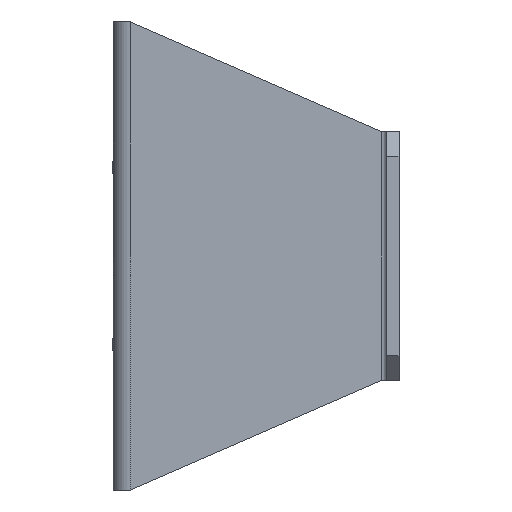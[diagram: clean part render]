
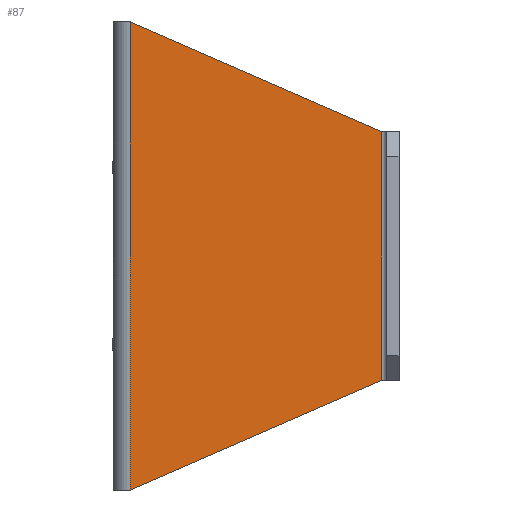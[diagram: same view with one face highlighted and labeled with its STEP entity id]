
A CAD part, left-side view. The second image highlights one B-rep face of the part: STEP entity #87.
In plain terms, the highlighted planar face has unit normal (-1, 0, 0).
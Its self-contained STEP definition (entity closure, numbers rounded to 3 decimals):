
#87 = ADVANCED_FACE ( 'NONE', ( #1696 ), #3696, .T. ) ;
#102 = CARTESIAN_POINT ( 'NONE',  ( -12.635, 0.35, 2.54 ) ) ;
#194 = DIRECTION ( 'NONE',  ( 0., 0., -1. ) ) ;
#198 = VECTOR ( 'NONE', #194, 1000. ) ;
#230 = CARTESIAN_POINT ( 'NONE',  ( -12.635, 5.49, -4.78 ) ) ;
#442 = ORIENTED_EDGE ( 'NONE', *, *, #625, .F. ) ;
#478 = CARTESIAN_POINT ( 'NONE',  ( -12.635, 5.49, 4.78 ) ) ;
#539 = VERTEX_POINT ( 'NONE', #2786 ) ;
#558 = EDGE_LOOP ( 'NONE', ( #1096, #3709, #442, #3255 ) ) ;
#585 = CARTESIAN_POINT ( 'NONE',  ( -12.635, 5.84, 4.78 ) ) ;
#625 = EDGE_CURVE ( 'NONE', #1864, #539, #2438, .T. ) ;
#916 = CARTESIAN_POINT ( 'NONE',  ( -12.635, 5.784, 4.908 ) ) ;
#1096 = ORIENTED_EDGE ( 'NONE', *, *, #2503, .T. ) ;
#1152 = DIRECTION ( 'NONE',  ( -1., 0., 0. ) ) ;
#1166 = DIRECTION ( 'NONE',  ( 0., 0., -1. ) ) ;
#1283 = VECTOR ( 'NONE', #1458, 1000. ) ;
#1341 = LINE ( 'NONE', #3549, #1904 ) ;
#1458 = DIRECTION ( 'NONE',  ( 0., 0.917, 0.4 ) ) ;
#1660 = AXIS2_PLACEMENT_3D ( 'NONE', #585, #1152, #1166 ) ;
#1669 = EDGE_CURVE ( 'NONE', #1864, #3241, #3559, .T. ) ;
#1696 = FACE_OUTER_BOUND ( 'NONE', #558, .T. ) ;
#1817 = EDGE_CURVE ( 'NONE', #3356, #539, #1341, .T. ) ;
#1864 = VERTEX_POINT ( 'NONE', #102 ) ;
#1888 = LINE ( 'NONE', #3369, #198 ) ;
#1889 = CARTESIAN_POINT ( 'NONE',  ( -12.635, 0.35, 4.78 ) ) ;
#1904 = VECTOR ( 'NONE', #2399, 1000. ) ;
#2399 = DIRECTION ( 'NONE',  ( 0., -0.917, 0.4 ) ) ;
#2438 = LINE ( 'NONE', #1889, #3169 ) ;
#2503 = EDGE_CURVE ( 'NONE', #3241, #3356, #1888, .T. ) ;
#2786 = CARTESIAN_POINT ( 'NONE',  ( -12.635, 0.35, -2.54 ) ) ;
#3085 = DIRECTION ( 'NONE',  ( 0., 0., -1. ) ) ;
#3169 = VECTOR ( 'NONE', #3085, 1000. ) ;
#3241 = VERTEX_POINT ( 'NONE', #478 ) ;
#3255 = ORIENTED_EDGE ( 'NONE', *, *, #1669, .T. ) ;
#3356 = VERTEX_POINT ( 'NONE', #230 ) ;
#3369 = CARTESIAN_POINT ( 'NONE',  ( -12.635, 5.49, 4.78 ) ) ;
#3549 = CARTESIAN_POINT ( 'NONE',  ( -12.635, 2.283, -3.382 ) ) ;
#3559 = LINE ( 'NONE', #916, #1283 ) ;
#3696 = PLANE ( 'NONE',  #1660 ) ;
#3709 = ORIENTED_EDGE ( 'NONE', *, *, #1817, .T. ) ;
